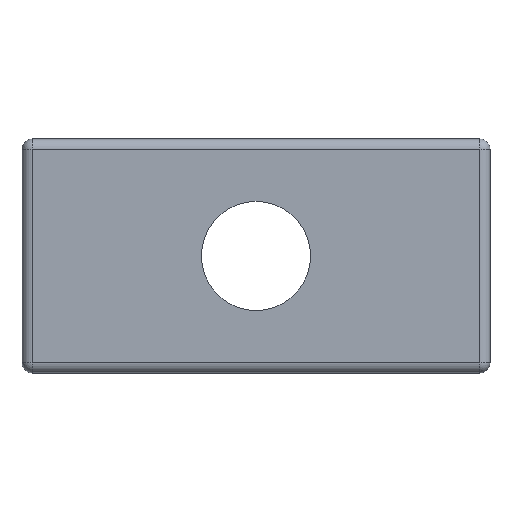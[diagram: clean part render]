
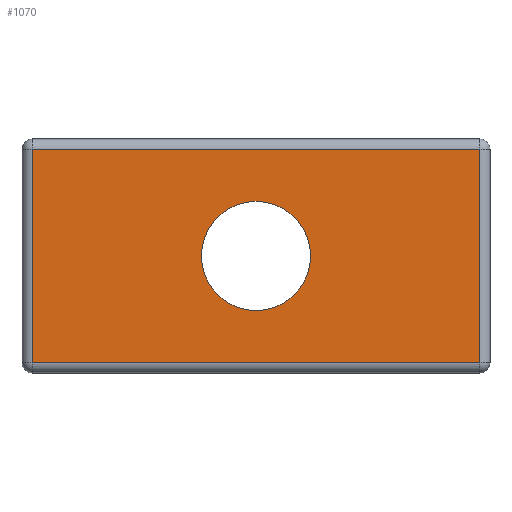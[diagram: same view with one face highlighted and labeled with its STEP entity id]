
A CAD part, top view. The second image highlights one B-rep face of the part: STEP entity #1070.
In plain terms, the highlighted planar face has unit normal (0, 0, 1).
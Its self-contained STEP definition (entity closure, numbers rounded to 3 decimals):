
#108=LINE($,#2025,#168);
#110=LINE($,#2028,#170);
#114=LINE($,#2034,#174);
#118=LINE($,#2040,#178);
#168=VECTOR($,#1466,41.);
#170=VECTOR($,#1470,86.);
#174=VECTOR($,#1478,86.);
#178=VECTOR($,#1486,41.);
#212=PLANE($,#1194);
#221=FACE_BOUND($,#352,.T.);
#282=FACE_OUTER_BOUND($,#351,.T.);
#351=EDGE_LOOP($,(#972,#973,#974,#975));
#352=EDGE_LOOP($,(#976));
#355=CIRCLE($,#1077,10.5);
#413=VERTEX_POINT($,#1503);
#505=VERTEX_POINT($,#1996);
#508=VERTEX_POINT($,#2003);
#510=VERTEX_POINT($,#2008);
#512=VERTEX_POINT($,#2014);
#515=EDGE_CURVE($,#413,#413,#355,.T.);
#660=EDGE_CURVE($,#510,#512,#108,.T.);
#662=EDGE_CURVE($,#512,#508,#110,.T.);
#666=EDGE_CURVE($,#505,#510,#114,.T.);
#670=EDGE_CURVE($,#508,#505,#118,.T.);
#972=ORIENTED_EDGE($,*,*,#660,.F.);
#973=ORIENTED_EDGE($,*,*,#666,.F.);
#974=ORIENTED_EDGE($,*,*,#670,.F.);
#975=ORIENTED_EDGE($,*,*,#662,.F.);
#976=ORIENTED_EDGE($,*,*,#515,.T.);
#1070=ADVANCED_FACE($,(#282,#221),#212,.T.);
#1077=AXIS2_PLACEMENT_3D($,#1504,#1201,#1202);
#1194=AXIS2_PLACEMENT_3D($,#2046,#1495,#1496);
#1201=DIRECTION('center_axis',(0.,0.,-1.));
#1202=DIRECTION('ref_axis',(0.,1.,0.));
#1466=DIRECTION($,(0.,-1.,0.));
#1470=DIRECTION($,(-1.,0.,0.));
#1478=DIRECTION($,(1.,0.,0.));
#1486=DIRECTION($,(0.,1.,0.));
#1495=DIRECTION('center_axis',(0.,0.,1.));
#1496=DIRECTION('ref_axis',(0.,1.,0.));
#1503=CARTESIAN_POINT('',(0.,10.5,2.5));
#1504=CARTESIAN_POINT('Origin',(0.,0.,2.5));
#1996=CARTESIAN_POINT('',(-43.,20.5,2.5));
#2003=CARTESIAN_POINT('',(-43.,-20.5,2.5));
#2008=CARTESIAN_POINT('',(43.,20.5,2.5));
#2014=CARTESIAN_POINT('',(43.,-20.5,2.5));
#2025=CARTESIAN_POINT($,(43.,20.5,2.5));
#2028=CARTESIAN_POINT($,(43.,-20.5,2.5));
#2034=CARTESIAN_POINT($,(-43.,20.5,2.5));
#2040=CARTESIAN_POINT($,(-43.,-20.5,2.5));
#2046=CARTESIAN_POINT('Origin',(0.,0.,2.5));
